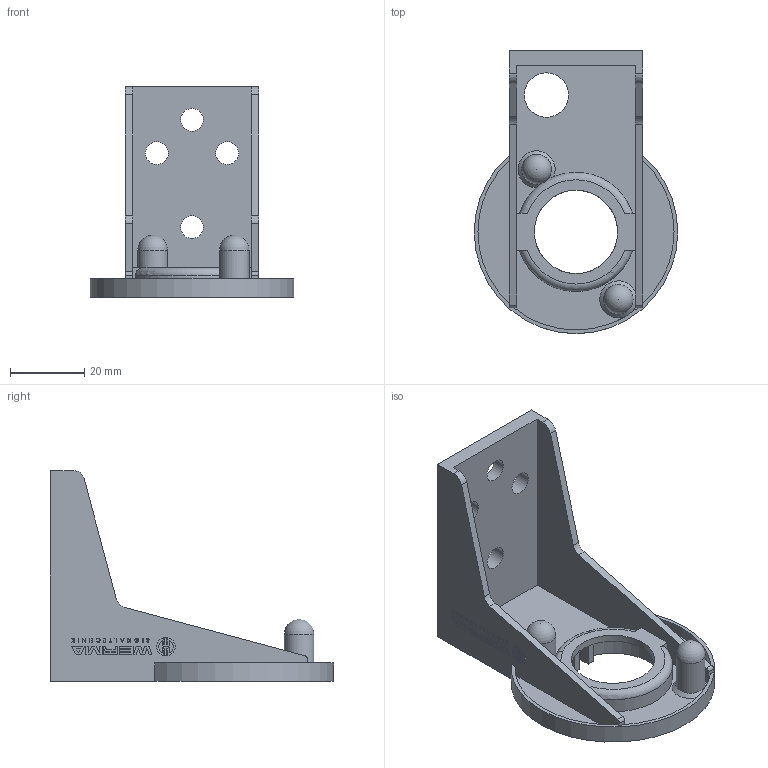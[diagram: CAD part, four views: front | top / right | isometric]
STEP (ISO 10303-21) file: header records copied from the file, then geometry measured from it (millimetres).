
FILE_DESCRIPTION(/* description */ ('Customer part'),/* implementation_level */ '2;1');
FILE_NAME(/* name */ '800000010047_PRT_000.step',/* time_stamp */ '2018-07-16T18:20:47+02:00',/* author */ ('IMPORT'),/* organization */ ('WERMA Signaltechnik GmbH+Co.KG'),/* preprocessor_version */ 'ST-DEVELOPER v17',/* originating_system */ 'Autodesk Inventor 2018',/* authorisation */ 'public');
FILE_SCHEMA (('AUTOMOTIVE_DESIGN { 1 0 10303 214 3 1 1 }'));
Length unit declared in the file: millimetre
Products named in the file (1): 800000010047
Bounding box: 55 x 76.5 x 57 mm (x, y, z)
Volume: 18106.9 mm3; surface area: 18752.8 mm2
Topology: 1 solids, 1 shells, 607 faces, 1652 edges, 1099 vertices
Faces by surface type: plane 477, cylinder 106, bspline 16, cone 4, sphere 2, torus 2
Full cylindrical faces by diameter (mm): 3.4 x2, 5.5 x2, 6.2 x4, 8 x3, 12 x5, 22.5 x1
Entity records: 20754 total; most frequent: CARTESIAN_POINT 4546, ORIENTED_EDGE 3300, DIRECTION 3085, EDGE_CURVE 1650, LINE 1349, VECTOR 1349, VERTEX_POINT 1099, AXIS2_PLACEMENT_3D 868
